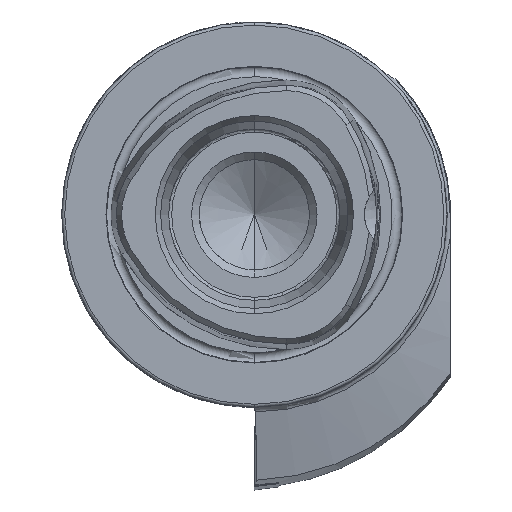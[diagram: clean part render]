
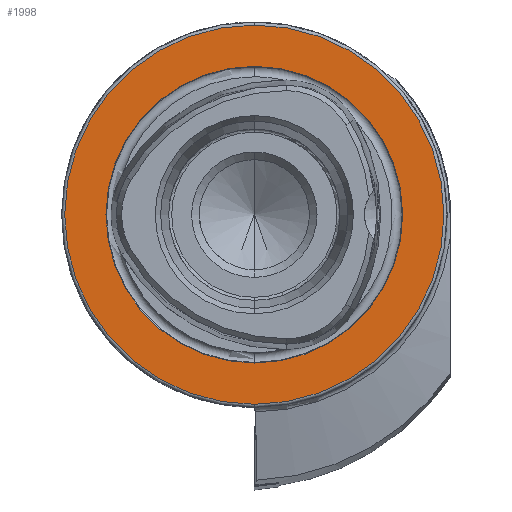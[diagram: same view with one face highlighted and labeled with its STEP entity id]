
A CAD part, left-side view. The second image highlights one B-rep face of the part: STEP entity #1998.
In plain terms, the highlighted planar face has unit normal (-1, 0, 0).
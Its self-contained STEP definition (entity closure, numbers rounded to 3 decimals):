
#155 = CIRCLE ( 'NONE', #9159, 24.25 ) ;
#162 = CIRCLE ( 'NONE', #9162, 31. ) ;
#575 = ORIENTED_EDGE ( 'NONE', *, *, #2201, .F. ) ;
#576 = ORIENTED_EDGE ( 'NONE', *, *, #4533, .F. ) ;
#577 = ORIENTED_EDGE ( 'NONE', *, *, #4537, .T. ) ;
#578 = ORIENTED_EDGE ( 'NONE', *, *, #2200, .T. ) ;
#1546 = AXIS2_PLACEMENT_3D ( 'NONE', #5198, #5204, #5205 ) ;
#1998 = ADVANCED_FACE ( 'NONE', ( #2290, #2287 ), #5199, .F. ) ;
#2029 = AXIS2_PLACEMENT_3D ( 'NONE', #9405, #9406, #9407 ) ;
#2030 = AXIS2_PLACEMENT_3D ( 'NONE', #9409, #9410, #9411 ) ;
#2200 = EDGE_CURVE ( 'NONE', #8982, #8985, #2411, .T. ) ;
#2201 = EDGE_CURVE ( 'NONE', #8989, #6846, #2414, .T. ) ;
#2287 = FACE_OUTER_BOUND ( 'NONE', #3918, .T. ) ;
#2290 = FACE_BOUND ( 'NONE', #3919, .T. ) ;
#2411 = CIRCLE ( 'NONE', #2029, 31. ) ;
#2414 = CIRCLE ( 'NONE', #2030, 24.25 ) ;
#2861 = CARTESIAN_POINT ( 'NONE',  ( 0., 0., 0. ) ) ;
#2862 = DIRECTION ( 'NONE',  ( -1., 0., 0. ) ) ;
#2863 = DIRECTION ( 'NONE',  ( 0., 0., 1. ) ) ;
#3236 = CARTESIAN_POINT ( 'NONE',  ( 0., 0., -31. ) ) ;
#3238 = CARTESIAN_POINT ( 'NONE',  ( 0., 0., 31. ) ) ;
#3242 = CARTESIAN_POINT ( 'NONE',  ( 0., 0., 24.25 ) ) ;
#3918 = EDGE_LOOP ( 'NONE', ( #577, #578 ) ) ;
#3919 = EDGE_LOOP ( 'NONE', ( #575, #576 ) ) ;
#4533 = EDGE_CURVE ( 'NONE', #6846, #8989, #155, .T. ) ;
#4537 = EDGE_CURVE ( 'NONE', #8985, #8982, #162, .T. ) ;
#5198 = CARTESIAN_POINT ( 'NONE',  ( 0., 24.25, 0. ) ) ;
#5199 = PLANE ( 'NONE',  #1546 ) ;
#5204 = DIRECTION ( 'NONE',  ( 1., 0., 0. ) ) ;
#5205 = DIRECTION ( 'NONE',  ( 0., 0., -1. ) ) ;
#6543 = CARTESIAN_POINT ( 'NONE',  ( 0., 0., 0. ) ) ;
#6545 = DIRECTION ( 'NONE',  ( -1., 0., 0. ) ) ;
#6547 = DIRECTION ( 'NONE',  ( 0., 0., 1. ) ) ;
#6846 = VERTEX_POINT ( 'NONE', #7295 ) ;
#7295 = CARTESIAN_POINT ( 'NONE',  ( 0., 0., -24.25 ) ) ;
#8982 = VERTEX_POINT ( 'NONE', #3236 ) ;
#8985 = VERTEX_POINT ( 'NONE', #3238 ) ;
#8989 = VERTEX_POINT ( 'NONE', #3242 ) ;
#9159 = AXIS2_PLACEMENT_3D ( 'NONE', #6543, #6545, #6547 ) ;
#9162 = AXIS2_PLACEMENT_3D ( 'NONE', #2861, #2862, #2863 ) ;
#9405 = CARTESIAN_POINT ( 'NONE',  ( 0., 0., 0. ) ) ;
#9406 = DIRECTION ( 'NONE',  ( -1., 0., 0. ) ) ;
#9407 = DIRECTION ( 'NONE',  ( 0., 0., 1. ) ) ;
#9409 = CARTESIAN_POINT ( 'NONE',  ( 0., 0., 0. ) ) ;
#9410 = DIRECTION ( 'NONE',  ( -1., 0., 0. ) ) ;
#9411 = DIRECTION ( 'NONE',  ( 0., 0., 1. ) ) ;
